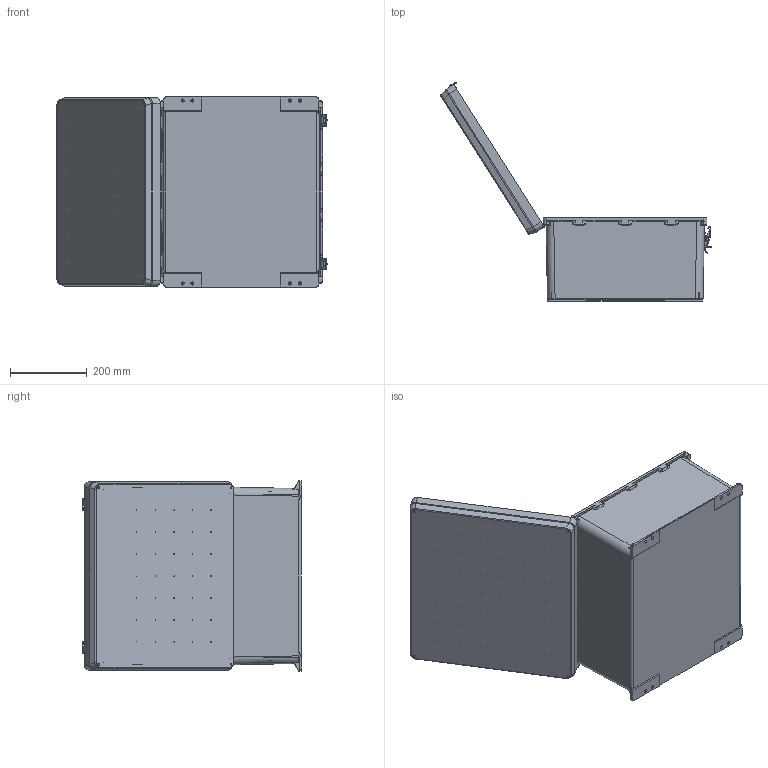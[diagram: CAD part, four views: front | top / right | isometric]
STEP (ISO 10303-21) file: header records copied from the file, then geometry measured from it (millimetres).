
FILE_DESCRIPTION (( 'STEP AP214' ), '1' );
FILE_NAME ('NBB181608-KIT.STEP', '2019-01-31T16:08:07', ( '' ), ( '' ), 'SwSTEP 2.0', 'SolidWorks 2017', '' );
FILE_SCHEMA (( 'AUTOMOTIVE_DESIGN' ));
Length unit declared in the file: inch
Products named in the file (9): NB181608-DoorClasp-2; XFW-0002; NB181608-DoorClasp-1; 10-32 NEMA PLATE SCREW; HGX-NPLATE04; NB181608-Hinge; NBB181608-Lid; NBB181608-KIT; NBB181608-Box
Assembly tree (17 placements, depth 2):
  NBB181608-KIT
    NBB181608-Box
    NB181608-Hinge  x2
    NBB181608-Lid
    NB181608-DoorClasp-1  x2
    NB181608-DoorClasp-2  x2
    HGX-NPLATE04
    10-32 NEMA PLATE SCREW  x4
    XFW-0002  x4
Bounding box: 703.32 x 571.16 x 495 mm (x, y, z)
Volume: 3500672.3 mm3; surface area: 2131683.3 mm2
Topology: 23 solids, 23 shells, 2202 faces, 5884 edges, 3702 vertices
Faces by surface type: cylinder 988, plane 746, cone 216, bspline 168, torus 84
Entity records: 50331 total; most frequent: CARTESIAN_POINT 17425, ORIENTED_EDGE 7010, DIRECTION 6233, EDGE_CURVE 3505, AXIS2_PLACEMENT_3D 2229, VERTEX_POINT 2217, LINE 1775, VECTOR 1775
